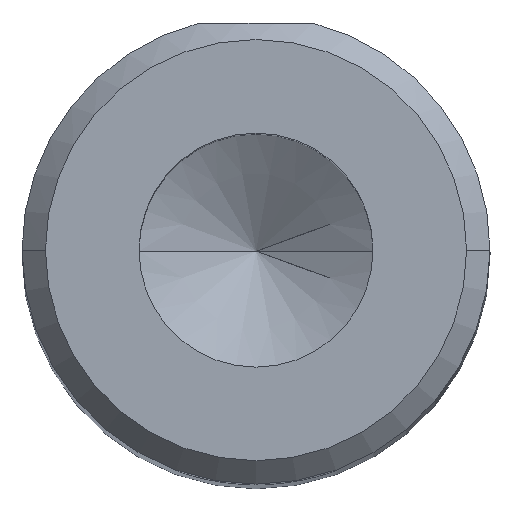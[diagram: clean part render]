
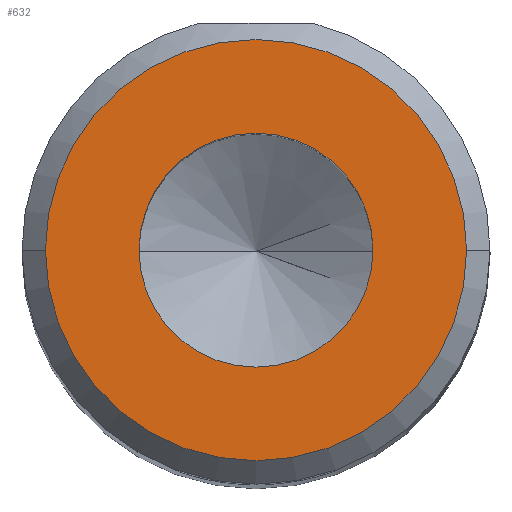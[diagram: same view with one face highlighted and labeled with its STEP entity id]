
A CAD part, top view. The second image highlights one B-rep face of the part: STEP entity #632.
In plain terms, the highlighted face is planar.
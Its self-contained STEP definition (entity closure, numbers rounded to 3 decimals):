
#12 = DIRECTION ( 'NONE',  ( 0., 0., 1. ) ) ;
#30 = EDGE_LOOP ( 'NONE', ( #56, #281 ) ) ;
#39 = AXIS2_PLACEMENT_3D ( 'NONE', #898, #336, #986 ) ;
#40 = CARTESIAN_POINT ( 'NONE',  ( 4.5, 0., 30. ) ) ;
#50 = FACE_BOUND ( 'NONE', #880, .T. ) ;
#56 = ORIENTED_EDGE ( 'NONE', *, *, #1194, .T. ) ;
#136 = AXIS2_PLACEMENT_3D ( 'NONE', #615, #12, #701 ) ;
#192 = VERTEX_POINT ( 'NONE', #665 ) ;
#195 = DIRECTION ( 'NONE',  ( 0., 0., 1. ) ) ;
#278 = AXIS2_PLACEMENT_3D ( 'NONE', #1125, #838, #666 ) ;
#281 = ORIENTED_EDGE ( 'NONE', *, *, #896, .T. ) ;
#336 = DIRECTION ( 'NONE',  ( 0., 0., 1. ) ) ;
#349 = FACE_OUTER_BOUND ( 'NONE', #30, .T. ) ;
#484 = DIRECTION ( 'NONE',  ( 0., 0., 1. ) ) ;
#615 = CARTESIAN_POINT ( 'NONE',  ( 0., 0., 30. ) ) ;
#628 = CIRCLE ( 'NONE', #136, 4.5 ) ;
#632 = ADVANCED_FACE ( 'NONE', ( #349, #50 ), #1218, .T. ) ;
#635 = VERTEX_POINT ( 'NONE', #660 ) ;
#651 = AXIS2_PLACEMENT_3D ( 'NONE', #758, #195, #850 ) ;
#660 = CARTESIAN_POINT ( 'NONE',  ( -2.5, 0., 30. ) ) ;
#665 = CARTESIAN_POINT ( 'NONE',  ( 2.5, 0., 30. ) ) ;
#666 = DIRECTION ( 'NONE',  ( 1., 0., 0. ) ) ;
#689 = CIRCLE ( 'NONE', #825, 4.5 ) ;
#698 = CARTESIAN_POINT ( 'NONE',  ( -4.5, 0., 30. ) ) ;
#701 = DIRECTION ( 'NONE',  ( 1., 0., 0. ) ) ;
#758 = CARTESIAN_POINT ( 'NONE',  ( 0., 0., 30. ) ) ;
#790 = ORIENTED_EDGE ( 'NONE', *, *, #1201, .F. ) ;
#825 = AXIS2_PLACEMENT_3D ( 'NONE', #1034, #484, #1135 ) ;
#838 = DIRECTION ( 'NONE',  ( 0., 0., 1. ) ) ;
#850 = DIRECTION ( 'NONE',  ( 1., 0., 0. ) ) ;
#880 = EDGE_LOOP ( 'NONE', ( #790, #1207 ) ) ;
#891 = CIRCLE ( 'NONE', #39, 2.5 ) ;
#896 = EDGE_CURVE ( 'NONE', #1122, #1053, #628, .T. ) ;
#898 = CARTESIAN_POINT ( 'NONE',  ( 0., 0., 30. ) ) ;
#905 = CIRCLE ( 'NONE', #651, 2.5 ) ;
#946 = EDGE_CURVE ( 'NONE', #635, #192, #891, .T. ) ;
#986 = DIRECTION ( 'NONE',  ( 1., 0., 0. ) ) ;
#1034 = CARTESIAN_POINT ( 'NONE',  ( 0., 0., 30. ) ) ;
#1053 = VERTEX_POINT ( 'NONE', #698 ) ;
#1122 = VERTEX_POINT ( 'NONE', #40 ) ;
#1125 = CARTESIAN_POINT ( 'NONE',  ( 0., 0., 30. ) ) ;
#1135 = DIRECTION ( 'NONE',  ( 1., 0., 0. ) ) ;
#1194 = EDGE_CURVE ( 'NONE', #1053, #1122, #689, .T. ) ;
#1201 = EDGE_CURVE ( 'NONE', #192, #635, #905, .T. ) ;
#1207 = ORIENTED_EDGE ( 'NONE', *, *, #946, .F. ) ;
#1218 = PLANE ( 'NONE',  #278 ) ;
